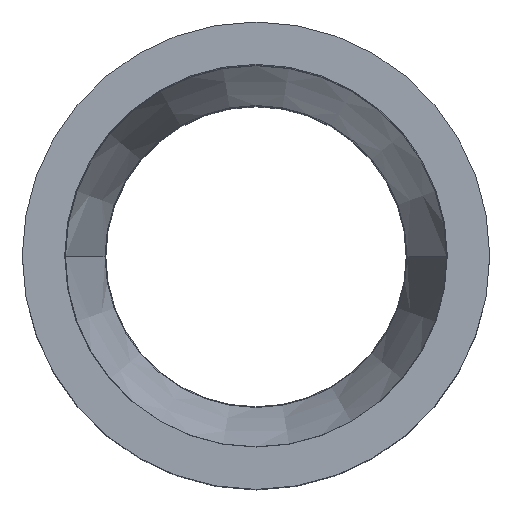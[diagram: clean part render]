
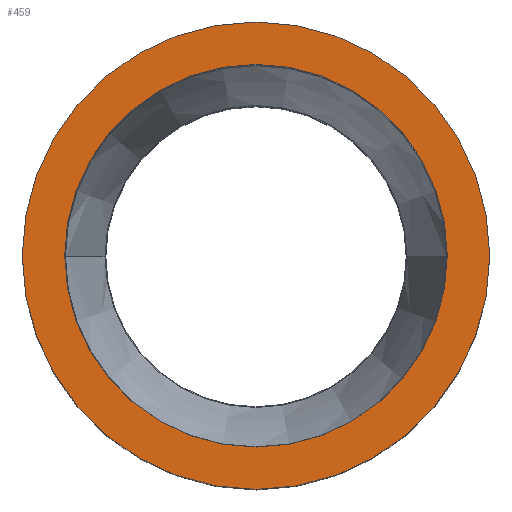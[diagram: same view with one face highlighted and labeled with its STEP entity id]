
A CAD part, top view. The second image highlights one B-rep face of the part: STEP entity #459.
In plain terms, the highlighted planar face has unit normal (0, 0, 1).
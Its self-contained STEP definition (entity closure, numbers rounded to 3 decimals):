
#24 = DIRECTION ( 'NONE',  ( -1., 0., 0. ) ) ;
#25 = ORIENTED_EDGE ( 'NONE', *, *, #352, .T. ) ;
#47 = CARTESIAN_POINT ( 'NONE',  ( -70., 0., 117.09 ) ) ;
#48 = DIRECTION ( 'NONE',  ( 1., 0., 0. ) ) ;
#77 = CIRCLE ( 'NONE', #452, 70. ) ;
#95 = VERTEX_POINT ( 'NONE', #47 ) ;
#100 = CARTESIAN_POINT ( 'NONE',  ( 0., 0., 117.09 ) ) ;
#116 = DIRECTION ( 'NONE',  ( 0., 0., -1. ) ) ;
#118 = VERTEX_POINT ( 'NONE', #350 ) ;
#140 = EDGE_CURVE ( 'NONE', #95, #231, #483, .T. ) ;
#152 = CARTESIAN_POINT ( 'NONE',  ( 0., 0., 117.09 ) ) ;
#161 = EDGE_LOOP ( 'NONE', ( #300, #25 ) ) ;
#192 = AXIS2_PLACEMENT_3D ( 'NONE', #152, #562, #457 ) ;
#219 = CARTESIAN_POINT ( 'NONE',  ( 0., 0., 117.09 ) ) ;
#222 = AXIS2_PLACEMENT_3D ( 'NONE', #384, #484, #24 ) ;
#231 = VERTEX_POINT ( 'NONE', #250 ) ;
#249 = FACE_BOUND ( 'NONE', #161, .T. ) ;
#250 = CARTESIAN_POINT ( 'NONE',  ( 70., 0., 117.09 ) ) ;
#259 = ORIENTED_EDGE ( 'NONE', *, *, #140, .F. ) ;
#271 = ORIENTED_EDGE ( 'NONE', *, *, #577, .F. ) ;
#298 = CIRCLE ( 'NONE', #355, 57.3 ) ;
#300 = ORIENTED_EDGE ( 'NONE', *, *, #615, .T. ) ;
#309 = DIRECTION ( 'NONE',  ( -1., 0., 0. ) ) ;
#336 = CARTESIAN_POINT ( 'NONE',  ( -57.3, 0., 117.09 ) ) ;
#345 = CARTESIAN_POINT ( 'NONE',  ( -57.3, 0., 117.09 ) ) ;
#350 = CARTESIAN_POINT ( 'NONE',  ( 57.3, 0., 117.09 ) ) ;
#351 = FACE_OUTER_BOUND ( 'NONE', #571, .T. ) ;
#352 = EDGE_CURVE ( 'NONE', #118, #543, #586, .T. ) ;
#355 = AXIS2_PLACEMENT_3D ( 'NONE', #219, #509, #514 ) ;
#379 = AXIS2_PLACEMENT_3D ( 'NONE', #345, #497, #48 ) ;
#384 = CARTESIAN_POINT ( 'NONE',  ( 0., 0., 117.09 ) ) ;
#452 = AXIS2_PLACEMENT_3D ( 'NONE', #100, #116, #309 ) ;
#457 = DIRECTION ( 'NONE',  ( -1., 0., 0. ) ) ;
#459 = ADVANCED_FACE ( 'NONE', ( #249, #351 ), #566, .T. ) ;
#483 = CIRCLE ( 'NONE', #192, 70. ) ;
#484 = DIRECTION ( 'NONE',  ( 0., 0., -1. ) ) ;
#497 = DIRECTION ( 'NONE',  ( 0., 0., 1. ) ) ;
#509 = DIRECTION ( 'NONE',  ( 0., 0., -1. ) ) ;
#514 = DIRECTION ( 'NONE',  ( -1., 0., 0. ) ) ;
#543 = VERTEX_POINT ( 'NONE', #336 ) ;
#562 = DIRECTION ( 'NONE',  ( 0., 0., -1. ) ) ;
#566 = PLANE ( 'NONE',  #379 ) ;
#571 = EDGE_LOOP ( 'NONE', ( #259, #271 ) ) ;
#577 = EDGE_CURVE ( 'NONE', #231, #95, #77, .T. ) ;
#586 = CIRCLE ( 'NONE', #222, 57.3 ) ;
#615 = EDGE_CURVE ( 'NONE', #543, #118, #298, .T. ) ;
